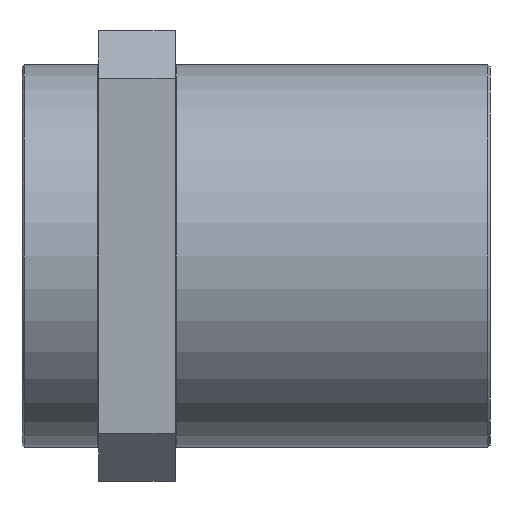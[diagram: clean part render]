
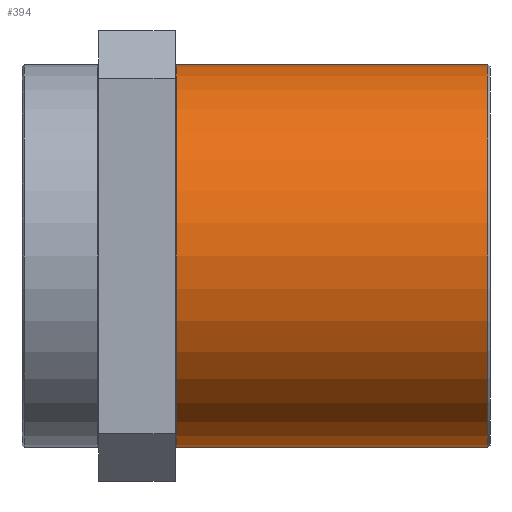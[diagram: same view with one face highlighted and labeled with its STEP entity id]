
A CAD part, front view. The second image highlights one B-rep face of the part: STEP entity #394.
In plain terms, the highlighted cylindrical face has radius 45 mm (diameter 90 mm), a partial arc.
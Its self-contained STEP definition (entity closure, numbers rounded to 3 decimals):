
#1 = DIRECTION ( 'NONE',  ( -1., 0., 0. ) ) ;
#35 = AXIS2_PLACEMENT_3D ( 'NONE', #256, #267, #268 ) ;
#248 = CARTESIAN_POINT ( 'NONE',  ( -18., 0., -45. ) ) ;
#249 = DIRECTION ( 'NONE',  ( 1., 0., 0. ) ) ;
#254 = CARTESIAN_POINT ( 'NONE',  ( -18., 0., 45. ) ) ;
#255 = DIRECTION ( 'NONE',  ( 1., 0., 0. ) ) ;
#256 = CARTESIAN_POINT ( 'NONE',  ( 91.5, 0., 0. ) ) ;
#267 = DIRECTION ( 'NONE',  ( -1., 0., 0. ) ) ;
#268 = DIRECTION ( 'NONE',  ( 0., 0., -1. ) ) ;
#394 = ADVANCED_FACE ( 'NONE', ( #974 ), #1006, .T. ) ;
#415 = CIRCLE ( 'NONE', #884, 45. ) ;
#470 = DIRECTION ( 'NONE',  ( 0., 0., 1. ) ) ;
#481 = VERTEX_POINT ( 'NONE', #1354 ) ;
#516 = DIRECTION ( 'NONE',  ( 0., 0., -1. ) ) ;
#521 = DIRECTION ( 'NONE',  ( 1., 0., 0. ) ) ;
#529 = CARTESIAN_POINT ( 'NONE',  ( -18., 0., 0. ) ) ;
#553 = VERTEX_POINT ( 'NONE', #1446 ) ;
#595 = VERTEX_POINT ( 'NONE', #1431 ) ;
#623 = VERTEX_POINT ( 'NONE', #1443 ) ;
#669 = EDGE_CURVE ( 'NONE', #623, #553, #415, .T. ) ;
#761 = AXIS2_PLACEMENT_3D ( 'NONE', #529, #521, #516 ) ;
#821 = CARTESIAN_POINT ( 'NONE',  ( 18.3, 0., 0. ) ) ;
#884 = AXIS2_PLACEMENT_3D ( 'NONE', #821, #1, #470 ) ;
#974 = FACE_OUTER_BOUND ( 'NONE', #1248, .T. ) ;
#1006 = CYLINDRICAL_SURFACE ( 'NONE', #761, 45. ) ;
#1150 = ORIENTED_EDGE ( 'NONE', *, *, #1317, .F. ) ;
#1166 = ORIENTED_EDGE ( 'NONE', *, *, #669, .F. ) ;
#1167 = ORIENTED_EDGE ( 'NONE', *, *, #1310, .T. ) ;
#1169 = ORIENTED_EDGE ( 'NONE', *, *, #1330, .T. ) ;
#1248 = EDGE_LOOP ( 'NONE', ( #1150, #1166, #1167, #1169 ) ) ;
#1310 = EDGE_CURVE ( 'NONE', #623, #481, #1533, .T. ) ;
#1317 = EDGE_CURVE ( 'NONE', #553, #595, #1530, .T. ) ;
#1330 = EDGE_CURVE ( 'NONE', #481, #595, #1547, .T. ) ;
#1354 = CARTESIAN_POINT ( 'NONE',  ( 91.5, 0., -45. ) ) ;
#1431 = CARTESIAN_POINT ( 'NONE',  ( 91.5, 0., 45. ) ) ;
#1443 = CARTESIAN_POINT ( 'NONE',  ( 18.3, 0., -45. ) ) ;
#1446 = CARTESIAN_POINT ( 'NONE',  ( 18.3, 0., 45. ) ) ;
#1527 = VECTOR ( 'NONE', #255, 1000. ) ;
#1528 = VECTOR ( 'NONE', #249, 1000. ) ;
#1530 = LINE ( 'NONE', #254, #1527 ) ;
#1533 = LINE ( 'NONE', #248, #1528 ) ;
#1547 = CIRCLE ( 'NONE', #35, 45. ) ;
